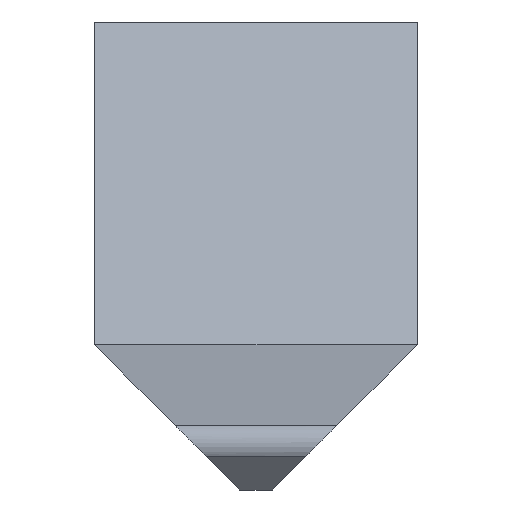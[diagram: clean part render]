
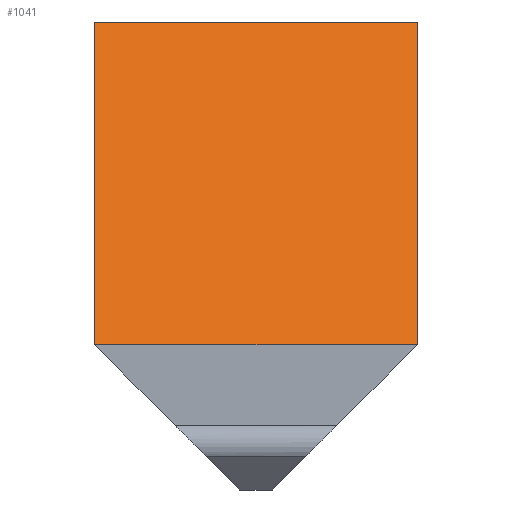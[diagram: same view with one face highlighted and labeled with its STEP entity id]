
A CAD part, left-side view. The second image highlights one B-rep face of the part: STEP entity #1041.
In plain terms, the highlighted planar face has unit normal (-0.915, 0, 0.403).
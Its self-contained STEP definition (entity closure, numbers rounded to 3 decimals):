
#75=PLANE('',#1114);
#130=FACE_OUTER_BOUND('',#191,.T.);
#191=EDGE_LOOP('',(#964,#965,#966,#967));
#295=LINE('',#1696,#416);
#311=LINE('',#1727,#432);
#312=LINE('',#1730,#433);
#313=LINE('',#1731,#434);
#416=VECTOR('',#1344,10.);
#432=VECTOR('',#1372,10.);
#433=VECTOR('',#1375,10.);
#434=VECTOR('',#1376,10.);
#538=VERTEX_POINT('',#1693);
#539=VERTEX_POINT('',#1695);
#548=VERTEX_POINT('',#1725);
#549=VERTEX_POINT('',#1729);
#675=EDGE_CURVE('',#538,#539,#295,.F.);
#691=EDGE_CURVE('',#548,#539,#311,.F.);
#692=EDGE_CURVE('',#548,#549,#312,.T.);
#693=EDGE_CURVE('',#549,#538,#313,.F.);
#964=ORIENTED_EDGE('',*,*,#692,.F.);
#965=ORIENTED_EDGE('',*,*,#691,.T.);
#966=ORIENTED_EDGE('',*,*,#675,.F.);
#967=ORIENTED_EDGE('',*,*,#693,.F.);
#1041=ADVANCED_FACE('',(#130),#75,.T.);
#1114=AXIS2_PLACEMENT_3D('',#1728,#1373,#1374);
#1344=DIRECTION('',(-0.403,0.,-0.915));
#1372=DIRECTION('',(0.,-1.,0.));
#1373=DIRECTION('center_axis',(-0.915,0.,0.403));
#1374=DIRECTION('ref_axis',(0.403,0.,0.915));
#1375=DIRECTION('',(-0.403,0.,-0.915));
#1376=DIRECTION('',(0.,-1.,0.));
#1693=CARTESIAN_POINT('',(-173.491,336.852,155.818));
#1695=CARTESIAN_POINT('',(-164.681,336.852,175.818));
#1696=CARTESIAN_POINT('',(-171.002,336.852,161.467));
#1725=CARTESIAN_POINT('',(-164.681,316.852,175.818));
#1727=CARTESIAN_POINT('',(-164.681,316.852,175.818));
#1728=CARTESIAN_POINT('Origin',(-173.313,316.852,156.221));
#1729=CARTESIAN_POINT('',(-173.491,316.852,155.818));
#1730=CARTESIAN_POINT('',(-171.002,316.852,161.467));
#1731=CARTESIAN_POINT('',(-173.491,316.852,155.818));
